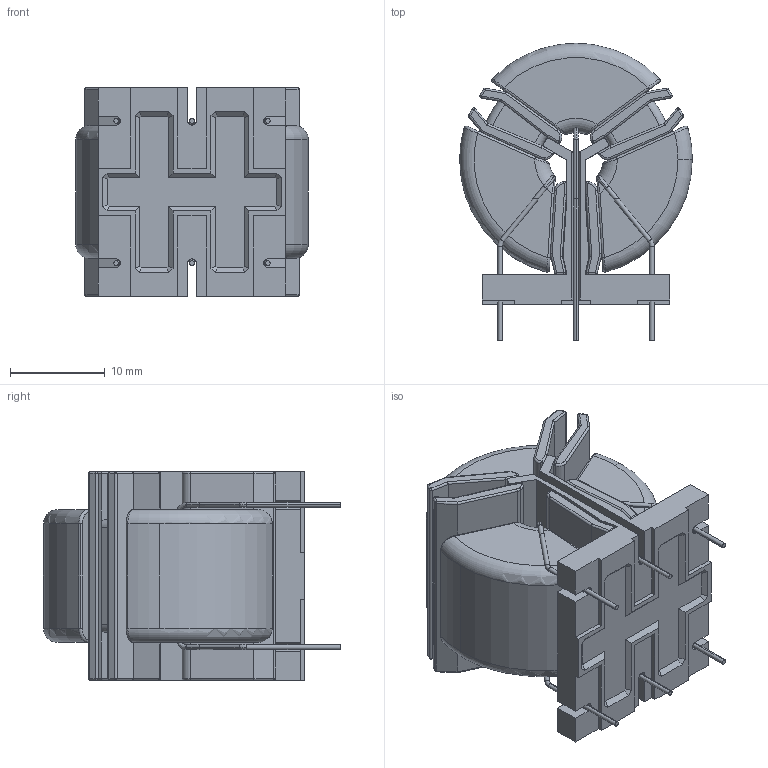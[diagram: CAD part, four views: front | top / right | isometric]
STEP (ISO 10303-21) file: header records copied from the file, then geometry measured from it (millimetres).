
FILE_DESCRIPTION (( 'STEP AP214' ), '1' );
FILE_NAME ('SC-01-S07J.STEP', '2019-02-05T05:30:17', ( '' ), ( '' ), 'SwSTEP 2.0', 'SolidWorks 2018', '' );
FILE_SCHEMA (( 'AUTOMOTIVE_DESIGN' ));
Length unit declared in the file: millimetre
Products named in the file (1): SC-01-S07J
Bounding box: 24.5 x 31.3 x 22 mm (x, y, z)
Volume: 7876.1 mm3; surface area: 6678.2 mm2
Topology: 1 solids, 7 shells, 636 faces, 1635 edges, 1000 vertices
Faces by surface type: plane 280, cylinder 208, torus 74, bspline 32, sphere 28, cone 14
Entity records: 28012 total; most frequent: CARTESIAN_POINT 6142, ORIENTED_EDGE 3222, DIRECTION 2977, EDGE_CURVE 1611, AXIS2_PLACEMENT_3D 1032, VERTEX_POINT 988, VECTOR 913, LINE 913
